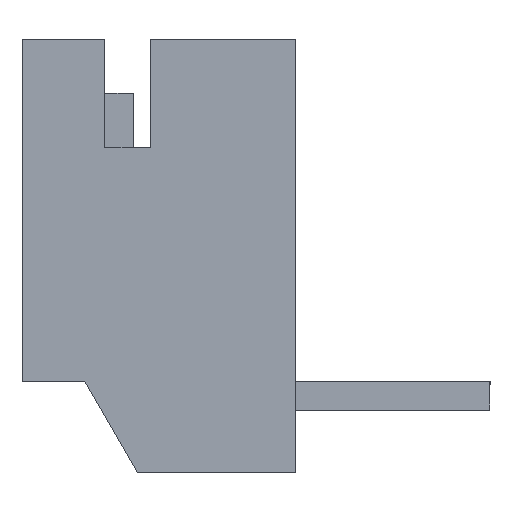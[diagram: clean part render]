
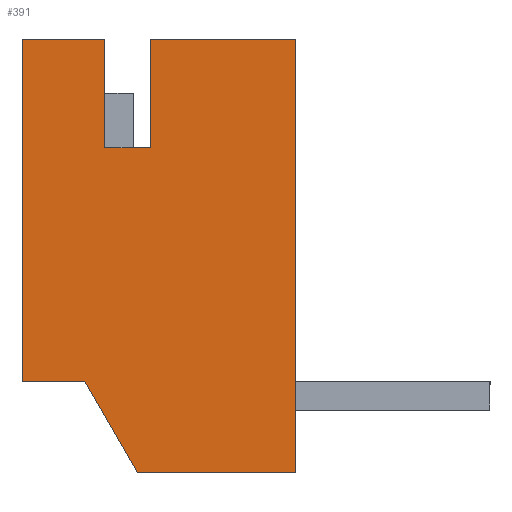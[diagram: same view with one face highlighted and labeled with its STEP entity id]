
A CAD part, left-side view. The second image highlights one B-rep face of the part: STEP entity #391.
In plain terms, the highlighted planar face has unit normal (-1, 0, 0).
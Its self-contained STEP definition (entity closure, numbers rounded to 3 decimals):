
#2 = VERTEX_POINT ( 'NONE', #1972 ) ;
#74 = VERTEX_POINT ( 'NONE', #2152 ) ;
#76 = EDGE_CURVE ( 'NONE', #74, #77, #2151, .T. ) ;
#77 = VERTEX_POINT ( 'NONE', #2198 ) ;
#136 = VERTEX_POINT ( 'NONE', #2356 ) ;
#138 = EDGE_CURVE ( 'NONE', #136, #139, #2355, .T. ) ;
#139 = VERTEX_POINT ( 'NONE', #2351 ) ;
#212 = EDGE_CURVE ( 'NONE', #77, #213, #2464, .T. ) ;
#213 = VERTEX_POINT ( 'NONE', #2460 ) ;
#237 = EDGE_CURVE ( 'NONE', #139, #2, #2527, .T. ) ;
#271 = EDGE_CURVE ( 'NONE', #283, #294, #2568, .T. ) ;
#283 = VERTEX_POINT ( 'NONE', #2647 ) ;
#288 = EDGE_CURVE ( 'NONE', #213, #283, #2641, .T. ) ;
#294 = VERTEX_POINT ( 'NONE', #2671 ) ;
#354 = EDGE_CURVE ( 'NONE', #294, #136, #2768, .T. ) ;
#391 = ADVANCED_FACE ( 'NONE', ( #2833 ), #2817, .T. ) ;
#392 = EDGE_LOOP ( 'NONE', ( #393, #396, #399, #401, #465, #466, #467, #468, #469, #470 ) ) ;
#393 = ORIENTED_EDGE ( 'NONE', *, *, #394, .T. ) ;
#394 = EDGE_CURVE ( 'NONE', #74, #395, #2811, .T. ) ;
#395 = VERTEX_POINT ( 'NONE', #2868 ) ;
#396 = ORIENTED_EDGE ( 'NONE', *, *, #397, .T. ) ;
#397 = EDGE_CURVE ( 'NONE', #395, #398, #2867, .T. ) ;
#398 = VERTEX_POINT ( 'NONE', #2863 ) ;
#399 = ORIENTED_EDGE ( 'NONE', *, *, #400, .T. ) ;
#400 = EDGE_CURVE ( 'NONE', #398, #2, #2862, .T. ) ;
#401 = ORIENTED_EDGE ( 'NONE', *, *, #237, .F. ) ;
#465 = ORIENTED_EDGE ( 'NONE', *, *, #138, .F. ) ;
#466 = ORIENTED_EDGE ( 'NONE', *, *, #354, .F. ) ;
#467 = ORIENTED_EDGE ( 'NONE', *, *, #271, .F. ) ;
#468 = ORIENTED_EDGE ( 'NONE', *, *, #288, .F. ) ;
#469 = ORIENTED_EDGE ( 'NONE', *, *, #212, .F. ) ;
#470 = ORIENTED_EDGE ( 'NONE', *, *, #76, .F. ) ;
#1972 = CARTESIAN_POINT ( 'NONE',  ( -30.7, -2.65, 18.95 ) ) ;
#2148 = DIRECTION ( 'NONE',  ( 0., -1., 0. ) ) ;
#2149 = VECTOR ( 'NONE', #2148, 1000. ) ;
#2150 = CARTESIAN_POINT ( 'NONE',  ( -30.7, -1.2, 18.95 ) ) ;
#2151 = LINE ( 'NONE', #2150, #2149 ) ;
#2152 = CARTESIAN_POINT ( 'NONE',  ( -30.7, -3.45, 18.95 ) ) ;
#2198 = CARTESIAN_POINT ( 'NONE',  ( -30.7, -6., 18.95 ) ) ;
#2351 = CARTESIAN_POINT ( 'NONE',  ( -30.7, -1.2, 18.95 ) ) ;
#2352 = DIRECTION ( 'NONE',  ( 0., 0., 1. ) ) ;
#2353 = VECTOR ( 'NONE', #2352, 1000. ) ;
#2354 = CARTESIAN_POINT ( 'NONE',  ( -30.7, -1.2, 18.95 ) ) ;
#2355 = LINE ( 'NONE', #2354, #2353 ) ;
#2356 = CARTESIAN_POINT ( 'NONE',  ( -30.7, -1.2, 12.95 ) ) ;
#2460 = CARTESIAN_POINT ( 'NONE',  ( -30.7, -6., 11.35 ) ) ;
#2461 = DIRECTION ( 'NONE',  ( 0., 0., -1. ) ) ;
#2462 = VECTOR ( 'NONE', #2461, 1000. ) ;
#2463 = CARTESIAN_POINT ( 'NONE',  ( -30.7, -6., 18.95 ) ) ;
#2464 = LINE ( 'NONE', #2463, #2462 ) ;
#2524 = DIRECTION ( 'NONE',  ( 0., -1., 0. ) ) ;
#2525 = VECTOR ( 'NONE', #2524, 1000. ) ;
#2526 = CARTESIAN_POINT ( 'NONE',  ( -30.7, -1.2, 18.95 ) ) ;
#2527 = LINE ( 'NONE', #2526, #2525 ) ;
#2566 = VECTOR ( 'NONE', #2623, 1000. ) ;
#2567 = CARTESIAN_POINT ( 'NONE',  ( -30.7, -2.3, 12.95 ) ) ;
#2568 = LINE ( 'NONE', #2567, #2566 ) ;
#2569 = CARTESIAN_POINT ( 'NONE',  ( -30.7, -3.45, 18.95 ) ) ;
#2623 = DIRECTION ( 'NONE',  ( 0., 0.5, 0.866 ) ) ;
#2638 = DIRECTION ( 'NONE',  ( 0., 1., 0. ) ) ;
#2639 = VECTOR ( 'NONE', #2638, 1000. ) ;
#2640 = CARTESIAN_POINT ( 'NONE',  ( -30.7, -3.224, 11.35 ) ) ;
#2641 = LINE ( 'NONE', #2640, #2639 ) ;
#2647 = CARTESIAN_POINT ( 'NONE',  ( -30.7, -3.224, 11.35 ) ) ;
#2671 = CARTESIAN_POINT ( 'NONE',  ( -30.7, -2.3, 12.95 ) ) ;
#2765 = DIRECTION ( 'NONE',  ( 0., 1., 0. ) ) ;
#2766 = VECTOR ( 'NONE', #2765, 1000. ) ;
#2767 = CARTESIAN_POINT ( 'NONE',  ( -30.7, -1.2, 12.95 ) ) ;
#2768 = LINE ( 'NONE', #2767, #2766 ) ;
#2811 = LINE ( 'NONE', #2569, #2870 ) ;
#2813 = DIRECTION ( 'NONE',  ( 0., -1., 0. ) ) ;
#2814 = DIRECTION ( 'NONE',  ( -1., 0., 0. ) ) ;
#2815 = CARTESIAN_POINT ( 'NONE',  ( -30.7, -1.2, 18.95 ) ) ;
#2816 = AXIS2_PLACEMENT_3D ( 'NONE', #2815, #2814, #2813 ) ;
#2817 = PLANE ( 'NONE',  #2816 ) ;
#2833 = FACE_OUTER_BOUND ( 'NONE', #392, .T. ) ;
#2859 = DIRECTION ( 'NONE',  ( 0., 0., 1. ) ) ;
#2860 = VECTOR ( 'NONE', #2859, 1000. ) ;
#2861 = CARTESIAN_POINT ( 'NONE',  ( -30.7, -2.65, 18.95 ) ) ;
#2862 = LINE ( 'NONE', #2861, #2860 ) ;
#2863 = CARTESIAN_POINT ( 'NONE',  ( -30.7, -2.65, 17.05 ) ) ;
#2864 = DIRECTION ( 'NONE',  ( 0., 1., 0. ) ) ;
#2865 = VECTOR ( 'NONE', #2864, 1000. ) ;
#2866 = CARTESIAN_POINT ( 'NONE',  ( -30.7, -3.45, 17.05 ) ) ;
#2867 = LINE ( 'NONE', #2866, #2865 ) ;
#2868 = CARTESIAN_POINT ( 'NONE',  ( -30.7, -3.45, 17.05 ) ) ;
#2869 = DIRECTION ( 'NONE',  ( 0., 0., -1. ) ) ;
#2870 = VECTOR ( 'NONE', #2869, 1000. ) ;
